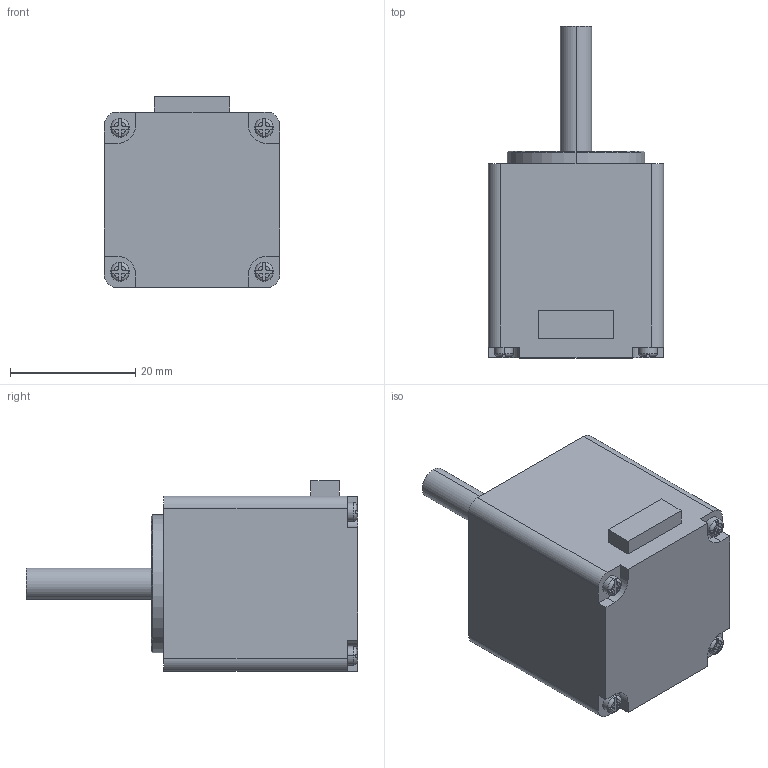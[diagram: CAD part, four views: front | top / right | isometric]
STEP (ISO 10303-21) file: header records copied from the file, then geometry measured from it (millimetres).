
FILE_DESCRIPTION (( 'STEP AP214' ), '1' );
FILE_NAME ('28A006蚾饜极.STEP', '2020-12-14T08:08:08', ( '' ), ( '' ), 'SwSTEP 2.0', 'SolidWorks 2020', '' );
FILE_SCHEMA (( 'AUTOMOTIVE_DESIGN' ));
Length unit declared in the file: millimetre
Products named in the file (3): 蹟佪; 28A006; 28A006蚾饜极
Assembly tree (5 placements, depth 2):
  28A006蚾饜极
    28A006
    蹟佪  x4
Bounding box: 28 x 53 x 30.5 mm (x, y, z)
Volume: 24946.7 mm3; surface area: 6474 mm2
Topology: 6 solids, 6 shells, 139 faces, 362 edges, 238 vertices
Faces by surface type: plane 83, cylinder 46, torus 8, cone 2
Entity records: 2511 total; most frequent: CARTESIAN_POINT 433, DIRECTION 412, ORIENTED_EDGE 376, EDGE_CURVE 188, AXIS2_PLACEMENT_3D 151, VERTEX_POINT 124, VECTOR 110, LINE 110
